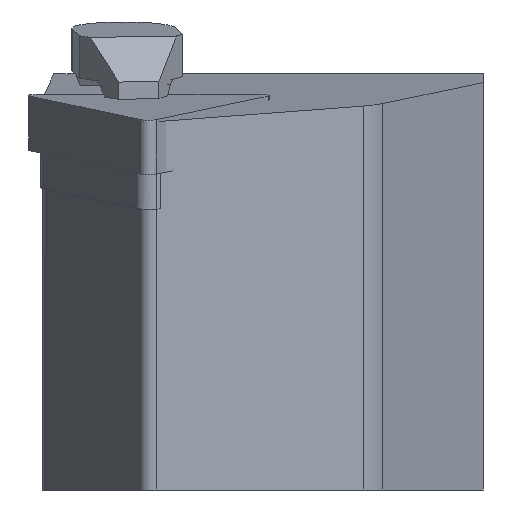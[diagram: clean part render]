
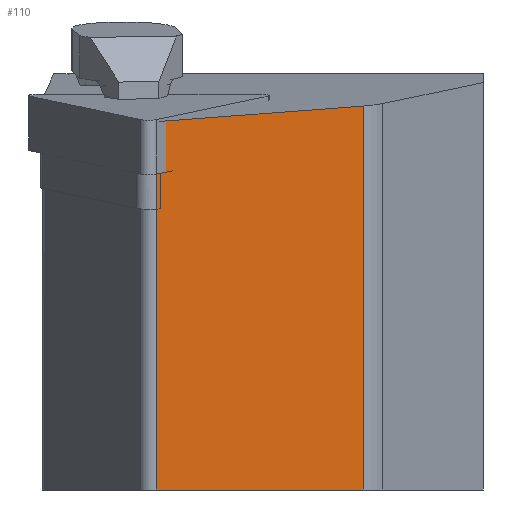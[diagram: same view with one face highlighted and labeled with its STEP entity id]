
A CAD part, left-side view. The second image highlights one B-rep face of the part: STEP entity #110.
In plain terms, the highlighted planar face has unit normal (-0.843, -0.527, -0.104).
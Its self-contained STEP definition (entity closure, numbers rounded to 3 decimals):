
#110=ADVANCED_FACE('',(#198),#159,.F.);
#159=PLANE('',#1010);
#198=FACE_OUTER_BOUND('',#250,.T.);
#250=EDGE_LOOP('',(#379,#380,#381,#382,#383,#384));
#379=ORIENTED_EDGE('',*,*,#652,.T.);
#380=ORIENTED_EDGE('',*,*,#666,.F.);
#381=ORIENTED_EDGE('',*,*,#668,.F.);
#382=ORIENTED_EDGE('',*,*,#704,.T.);
#383=ORIENTED_EDGE('',*,*,#679,.F.);
#384=ORIENTED_EDGE('',*,*,#647,.T.);
#558=VERTEX_POINT('',#1342);
#559=VERTEX_POINT('',#1344);
#562=VERTEX_POINT('',#1352);
#572=VERTEX_POINT('',#1380);
#574=VERTEX_POINT('',#1385);
#584=VERTEX_POINT('',#1408);
#647=EDGE_CURVE('',#559,#558,#782,.T.);
#652=EDGE_CURVE('',#558,#562,#786,.T.);
#666=EDGE_CURVE('',#572,#562,#793,.T.);
#668=EDGE_CURVE('',#574,#572,#794,.T.);
#679=EDGE_CURVE('',#559,#584,#803,.T.);
#704=EDGE_CURVE('',#574,#584,#827,.T.);
#782=LINE('',#1343,#883);
#786=LINE('',#1354,#887);
#793=LINE('',#1381,#894);
#794=LINE('',#1386,#895);
#803=LINE('',#1407,#904);
#827=LINE('',#1456,#928);
#883=VECTOR('',#1070,1.);
#887=VECTOR('',#1078,1.);
#894=VECTOR('',#1107,1.);
#895=VECTOR('',#1112,1.);
#904=VECTOR('',#1127,1.);
#928=VECTOR('',#1173,1.);
#1010=AXIS2_PLACEMENT_3D('',#1457,#1174,#1175);
#1070=DIRECTION('',(0.122,0.,-0.993));
#1078=DIRECTION('',(-0.523,0.85,-0.064));
#1107=DIRECTION('',(-0.122,0.,0.993));
#1112=DIRECTION('',(-0.53,0.848,0.));
#1127=DIRECTION('',(0.523,-0.85,0.064));
#1173=DIRECTION('',(-0.122,0.,0.993));
#1174=DIRECTION('',(0.843,0.527,0.104));
#1175=DIRECTION('',(0.53,-0.848,0.));
#1342=CARTESIAN_POINT('',(2.332,28.258,-7.716));
#1343=CARTESIAN_POINT('',(-7.248,28.258,70.304));
#1344=CARTESIAN_POINT('',(1.4,28.258,-0.133));
#1352=CARTESIAN_POINT('',(2.312,28.29,-7.719));
#1354=CARTESIAN_POINT('',(2.312,28.29,-7.719));
#1380=CARTESIAN_POINT('',(5.293,28.29,-32.));
#1381=CARTESIAN_POINT('',(7.438,28.29,-49.465));
#1385=CARTESIAN_POINT('',(16.474,10.403,-32.));
#1386=CARTESIAN_POINT('',(5.896,27.326,-32.));
#1407=CARTESIAN_POINT('',(1.381,28.29,-0.136));
#1408=CARTESIAN_POINT('',(12.395,10.403,1.217));
#1456=CARTESIAN_POINT('',(18.452,10.403,-48.113));
#1457=CARTESIAN_POINT('',(7.438,28.29,-49.465));
